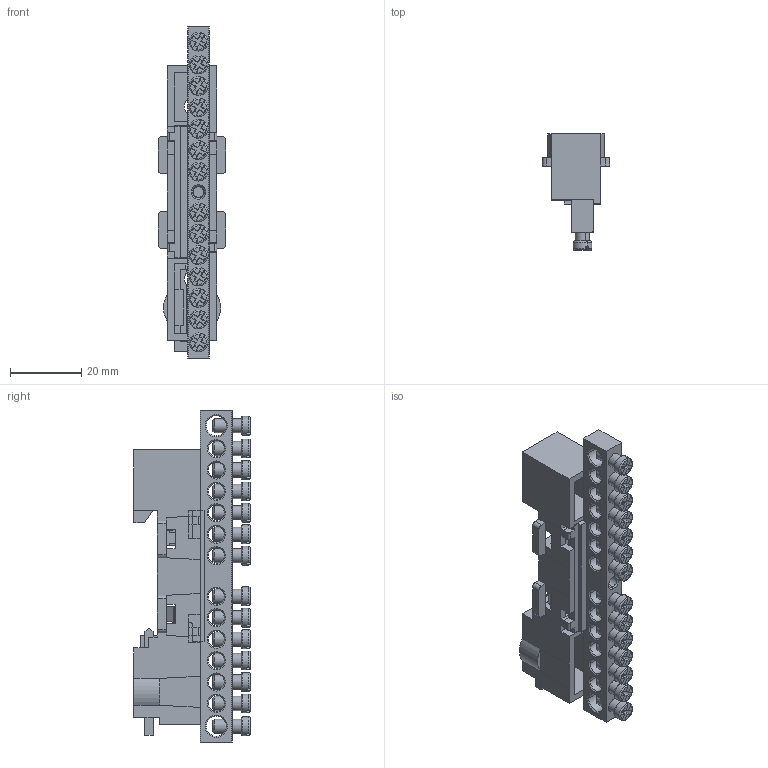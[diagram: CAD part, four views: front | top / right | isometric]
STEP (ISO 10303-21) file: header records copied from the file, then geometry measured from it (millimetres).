
FILE_DESCRIPTION (( 'STEP AP214' ), '1' );
FILE_NAME ('KSN-8 6õ9-14.STEP', '2023-11-17T11:49:51', ( '' ), ( '' ), 'SwSTEP 2.0', 'SolidWorks 2022', '' );
FILE_SCHEMA (( 'AUTOMOTIVE_DESIGN' ));
Length unit declared in the file: millimetre
Products named in the file (7): KSN-8 6х9-14; SHBT-01.01 6х9; UHBT-4-6x9.14.01; Подставка универсалM1_Каталог_2016_63А; Винт М4х8; защелка UH_каталог; UHBT-4-6x9.14.00
Assembly tree (20 placements, depth 3):
  KSN-8 6х9-14
    Подставка универсалM1_Каталог_2016_63А
    SHBT-01.01 6х9
    защелка UH_каталог
    Винт М4х8
    UHBT-4-6x9.14.00
      UHBT-4-6x9.14.01
      Винт М4х8  x14
Bounding box: 18.8 x 32.6 x 93 mm (x, y, z)
Volume: 13992.9 mm3; surface area: 17153.1 mm2
Topology: 19 solids, 19 shells, 917 faces, 2478 edges, 1582 vertices
Faces by surface type: plane 557, cylinder 176, cone 124, torus 60
Entity records: 17979 total; most frequent: CARTESIAN_POINT 3787, ORIENTED_EDGE 2884, DIRECTION 2695, EDGE_CURVE 1442, LINE 1043, VECTOR 1043, VERTEX_POINT 910, AXIS2_PLACEMENT_3D 826
